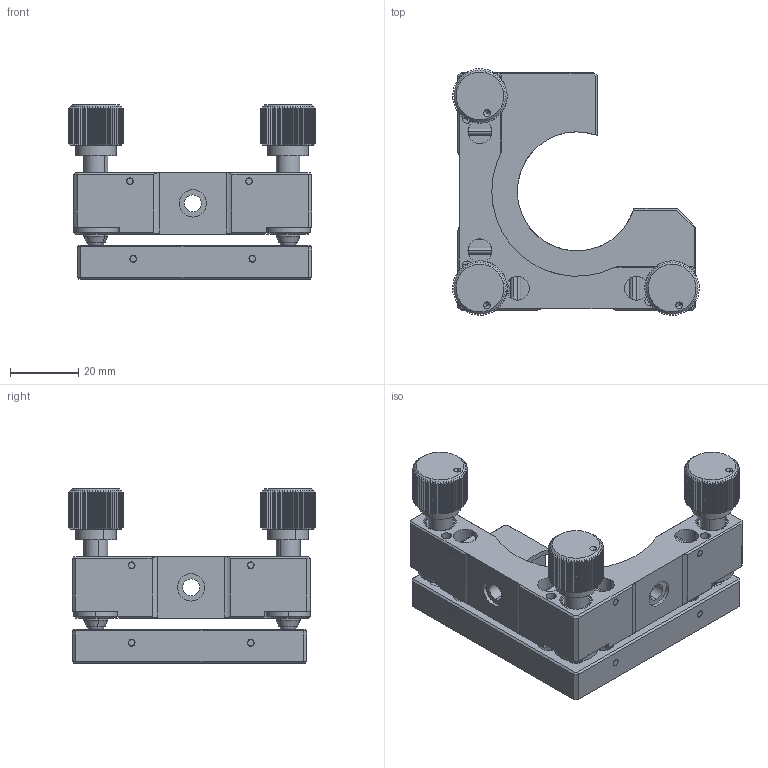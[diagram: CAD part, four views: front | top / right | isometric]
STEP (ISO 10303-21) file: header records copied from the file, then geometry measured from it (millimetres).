
FILE_DESCRIPTION (( 'STEP AP203' ), '1' );
FILE_NAME ('OMHS38.1-B.STEP', '2018-12-10T02:36:47', ( '' ), ( '' ), 'SwSTEP 2.0', 'SolidWorks 2016', '' );
FILE_SCHEMA (( 'CONFIG_CONTROL_DESIGN' ));
Length unit declared in the file: millimetre
Products named in the file (1): OMHS38.1-B
Bounding box: 72.5 x 72.5 x 51.3 mm (x, y, z)
Surface area: 27528.5 mm2 (no closed solid volume)
Topology: 0 solids, 35 shells, 1020 faces, 2830 edges, 1835 vertices
Faces by surface type: plane 483, cylinder 294, cone 237, torus 6
Entity records: 33667 total; most frequent: CARTESIAN_POINT 8624, ORIENTED_EDGE 5232, DIRECTION 4940, EDGE_CURVE 2824, AXIS2_PLACEMENT_3D 1875, VERTEX_POINT 1835, VECTOR 1190, LINE 1190
